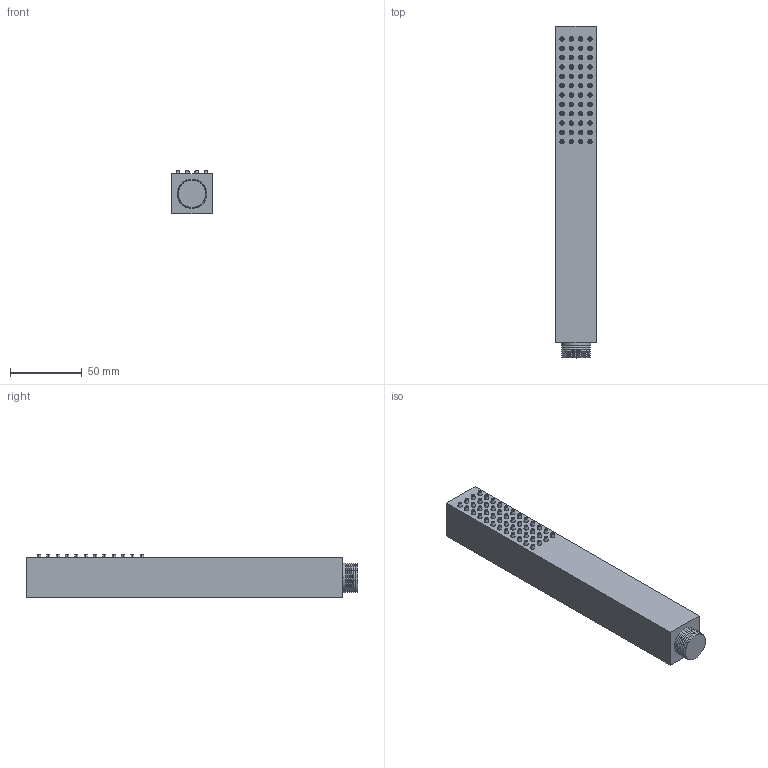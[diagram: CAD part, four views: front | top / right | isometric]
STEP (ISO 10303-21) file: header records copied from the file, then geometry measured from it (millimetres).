
FILE_DESCRIPTION((''),'2;1');
FILE_NAME('DC5056','2020-02-06T13:00:47',('carloff'),(''),'CREO PARAMETRIC BY PTC INC, 2018100','CREO PARAMETRIC BY PTC INC, 2018100','');
FILE_SCHEMA(('CONFIG_CONTROL_DESIGN'));
Length unit declared in the file: millimetre
Products named in the file (1): DC5056
Bounding box: 28 x 230.8 x 30.5 mm (x, y, z)
Volume: 176492.4 mm3; surface area: 28275 mm2
Topology: 1 solids, 1 shells, 323 faces, 646 edges, 422 vertices
Faces by surface type: cone 122, plane 103, cylinder 98
Entity records: 8604 total; most frequent: DIRECTION 1706, CARTESIAN_POINT 1391, ORIENTED_EDGE 1292, AXIS2_PLACEMENT_3D 737, EDGE_CURVE 646, VERTEX_POINT 422, EDGE_LOOP 420, CIRCLE 414
